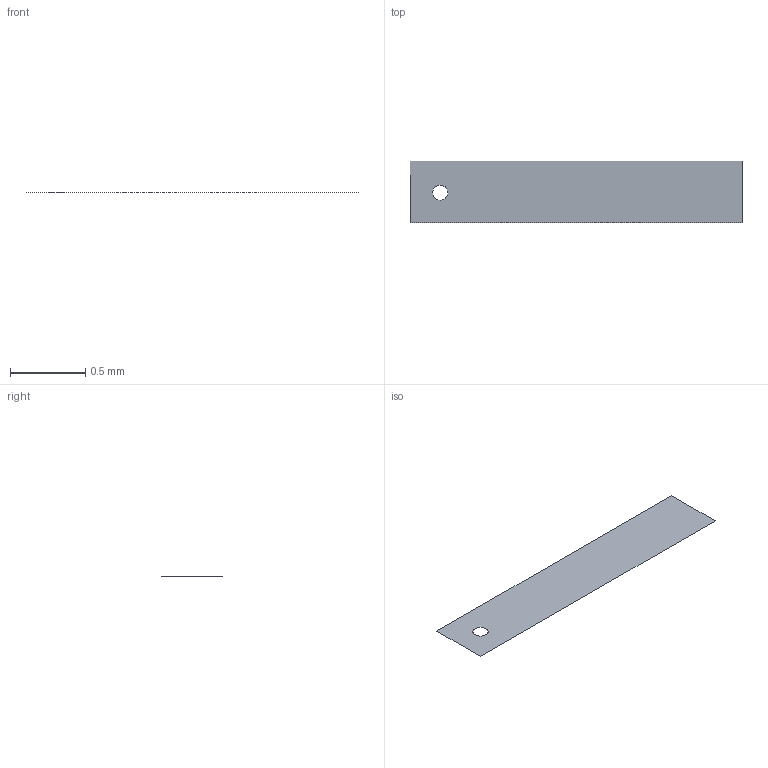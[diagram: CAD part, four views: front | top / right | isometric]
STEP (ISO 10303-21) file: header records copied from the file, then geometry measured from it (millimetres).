
FILE_DESCRIPTION(('Open CASCADE Model'),'2;1');
FILE_NAME('Open CASCADE Shape Model','2020-03-28T20:41:11',('Author'),( 'Open CASCADE'),'Open CASCADE STEP processor 7.3','Open CASCADE 7.3' ,'Unknown');
FILE_SCHEMA(('AUTOMOTIVE_DESIGN { 1 0 10303 214 1 1 1 1 }'));
Length unit declared in the file: millimetre
Products named in the file (10): Open CASCADE STEP translator 7.3 1; Open CASCADE STEP translator 7.3 1.1; Open CASCADE STEP translator 7.3 1.2; Open CASCADE STEP translator 7.3 1.3; Open CASCADE STEP translator 7.3 1.4; Open CASCADE STEP translator 7.3 1.5; Open CASCADE STEP translator 7.3 1.6; Open CASCADE STEP translator 7.3 1.7; Open CASCADE STEP translator 7.3 1.8; Open CASCADE STEP translator 7.3 1.9
Assembly tree (9 placements, depth 2):
  Open CASCADE STEP translator 7.3 1
    Open CASCADE STEP translator 7.3 1.1
    Open CASCADE STEP translator 7.3 1.2
    Open CASCADE STEP translator 7.3 1.3
    Open CASCADE STEP translator 7.3 1.4
    Open CASCADE STEP translator 7.3 1.5
    Open CASCADE STEP translator 7.3 1.6
    Open CASCADE STEP translator 7.3 1.7
    Open CASCADE STEP translator 7.3 1.8
    Open CASCADE STEP translator 7.3 1.9
Bounding box: 2.2 x 0.41 x 0 mm (x, y, z)
Surface area: 0.9 mm2 (no closed solid volume)
Topology: 0 solids, 1 shells, 1 faces, 15 edges, 28 vertices
Faces by surface type: plane 1
Entity records: 351 total; most frequent: CARTESIAN_POINT 61, DIRECTION 45, PRODUCT_DEFINITION_SHAPE 19, LINE 16, VECTOR 16, AXIS2_PLACEMENT_3D 14, SHAPE_DEFINITION_REPRESENTATION 10, PRODUCT_DEFINITION 10
